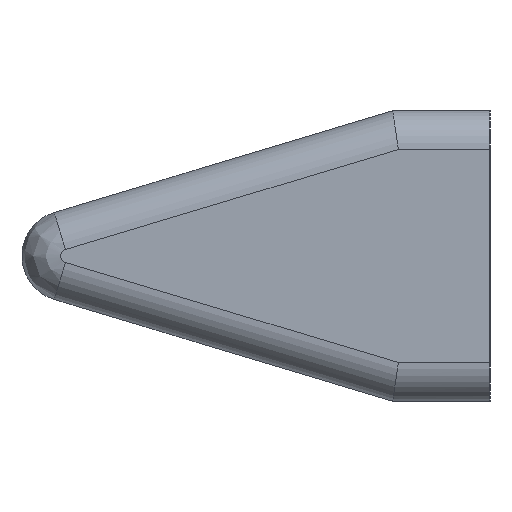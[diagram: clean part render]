
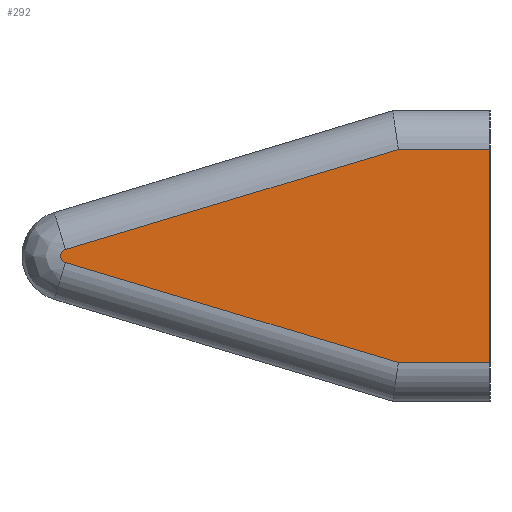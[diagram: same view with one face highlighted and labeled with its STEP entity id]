
A CAD part, left-side view. The second image highlights one B-rep face of the part: STEP entity #292.
In plain terms, the highlighted planar face has unit normal (-1, 0, 0).
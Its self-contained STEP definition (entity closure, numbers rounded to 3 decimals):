
#19=PLANE('',#347);
#39=FACE_OUTER_BOUND('',#57,.T.);
#57=EDGE_LOOP('',(#248,#249,#250,#251,#252,#253));
#67=CIRCLE('',#325,0.14);
#77=LINE('',#448,#101);
#79=LINE('',#457,#103);
#80=LINE('',#480,#104);
#82=LINE('',#484,#106);
#98=LINE('',#547,#122);
#101=VECTOR('',#357,10.);
#103=VECTOR('',#365,10.);
#104=VECTOR('',#376,10.);
#106=VECTOR('',#380,10.);
#122=VECTOR('',#434,10.);
#126=VERTEX_POINT('',#445);
#127=VERTEX_POINT('',#447);
#130=VERTEX_POINT('',#454);
#131=VERTEX_POINT('',#456);
#133=VERTEX_POINT('',#475);
#134=VERTEX_POINT('',#483);
#150=EDGE_CURVE('',#126,#127,#77,.T.);
#154=EDGE_CURVE('',#130,#131,#79,.T.);
#157=EDGE_CURVE('',#133,#130,#67,.T.);
#159=EDGE_CURVE('',#127,#133,#80,.T.);
#161=EDGE_CURVE('',#131,#134,#82,.T.);
#186=EDGE_CURVE('',#126,#134,#98,.T.);
#248=ORIENTED_EDGE('',*,*,#150,.F.);
#249=ORIENTED_EDGE('',*,*,#186,.T.);
#250=ORIENTED_EDGE('',*,*,#161,.F.);
#251=ORIENTED_EDGE('',*,*,#154,.F.);
#252=ORIENTED_EDGE('',*,*,#157,.F.);
#253=ORIENTED_EDGE('',*,*,#159,.F.);
#292=ADVANCED_FACE('',(#39),#19,.F.);
#325=AXIS2_PLACEMENT_3D('',#477,#370,#371);
#347=AXIS2_PLACEMENT_3D('',#546,#432,#433);
#357=DIRECTION('',(0.,1.,0.));
#365=DIRECTION('',(0.,-0.958,0.288));
#370=DIRECTION('center_axis',(1.,0.,0.));
#371=DIRECTION('ref_axis',(0.,1.,0.));
#376=DIRECTION('',(0.,0.958,0.288));
#380=DIRECTION('',(0.,-1.,0.));
#432=DIRECTION('center_axis',(1.,0.,0.));
#433=DIRECTION('ref_axis',(0.,0.,-1.));
#434=DIRECTION('',(0.,0.,1.));
#445=CARTESIAN_POINT('',(-15.08,0.,-2.2));
#447=CARTESIAN_POINT('',(-15.08,1.892,-2.2));
#448=CARTESIAN_POINT('',(-15.08,2.417,-2.2));
#454=CARTESIAN_POINT('',(-15.08,8.77,0.134));
#456=CARTESIAN_POINT('',(-15.08,1.892,2.2));
#457=CARTESIAN_POINT('',(-15.08,6.984,0.671));
#475=CARTESIAN_POINT('',(-15.08,8.77,-0.134));
#477=CARTESIAN_POINT('Origin',(-15.08,8.73,0.));
#480=CARTESIAN_POINT('',(-15.08,3.489,-1.721));
#483=CARTESIAN_POINT('',(-15.08,0.,2.2));
#484=CARTESIAN_POINT('',(-15.08,3.422,2.2));
#546=CARTESIAN_POINT('Origin',(-15.08,4.835,0.));
#547=CARTESIAN_POINT('',(-15.08,0.,3.));
